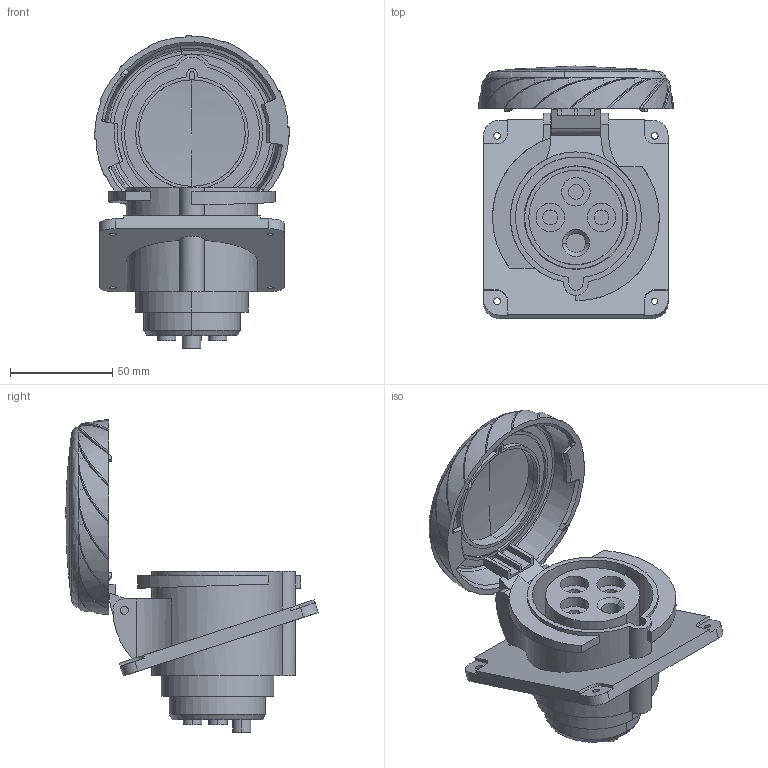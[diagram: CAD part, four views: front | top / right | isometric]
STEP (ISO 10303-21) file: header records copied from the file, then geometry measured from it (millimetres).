
FILE_DESCRIPTION((''),'2;1');
FILE_NAME('PKF32F734_3D-SIMPLIFIED_ASM','2023-02-14T13:01:25',('melanie.cordero'),(''),'CREO PARAMETRIC BY PTC INC, 2018260','CREO PARAMETRIC BY PTC INC, 2018260','');
FILE_SCHEMA(('CONFIG_CONTROL_DESIGN'));
Length unit declared in the file: millimetre
Products named in the file (6): PRT05_1; PRT05_2; PRT05_3; PRT05_4; PRT05_5; PKF32F734_3D-SIMPLIFIED_ASM
Assembly tree (5 placements, depth 2):
  PKF32F734_3D-SIMPLIFIED_ASM
    PRT05_1
    PRT05_2
    PRT05_3
    PRT05_4
    PRT05_5
Bounding box: 94.9 x 123.24 x 152.45 mm (x, y, z)
Volume: 238353.1 mm3; surface area: 94166 mm2
Topology: 5 solids, 5 shells, 361 faces, 974 edges, 642 vertices
Faces by surface type: cylinder 136, plane 117, bspline 74, torus 14, cone 12, sphere 8
Entity records: 16990 total; most frequent: CARTESIAN_POINT 8180, ORIENTED_EDGE 1932, DIRECTION 1685, EDGE_CURVE 966, AXIS2_PLACEMENT_3D 671, VERTEX_POINT 642, EDGE_LOOP 406, CIRCLE 373
